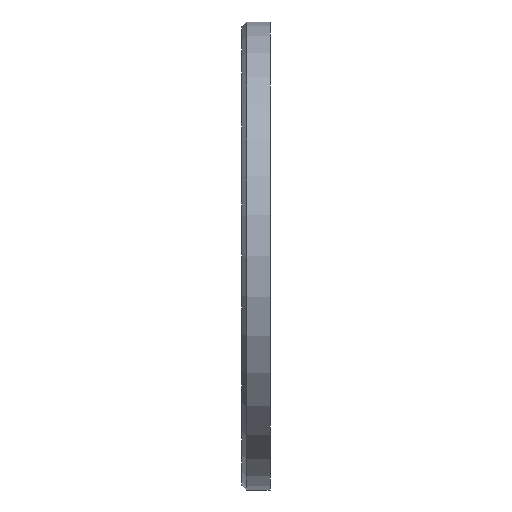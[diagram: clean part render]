
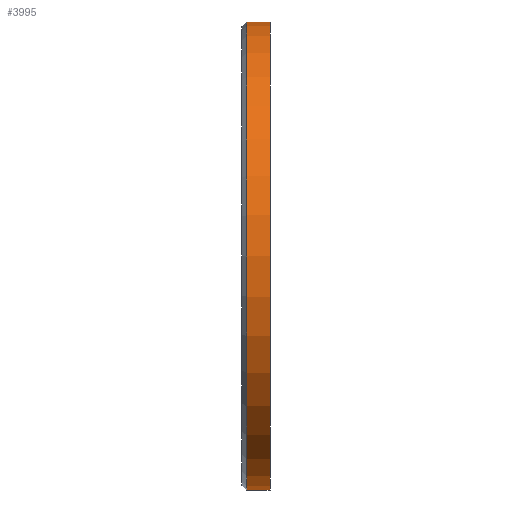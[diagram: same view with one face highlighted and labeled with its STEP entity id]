
A CAD part, left-side view. The second image highlights one B-rep face of the part: STEP entity #3995.
In plain terms, the highlighted cylindrical face has radius 50 mm (diameter 100 mm), a partial arc.
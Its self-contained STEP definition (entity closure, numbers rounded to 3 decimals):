
#257 = CARTESIAN_POINT ( 'NONE',  ( 0., 6., 0. ) ) ;
#310 = VECTOR ( 'NONE', #9747, 1000. ) ;
#559 = VERTEX_POINT ( 'NONE', #2774 ) ;
#1317 = EDGE_CURVE ( 'NONE', #559, #4716, #3528, .T. ) ;
#1547 = CARTESIAN_POINT ( 'NONE',  ( 0., 5., 0. ) ) ;
#1548 = ORIENTED_EDGE ( 'NONE', *, *, #9896, .T. ) ;
#1827 = CARTESIAN_POINT ( 'NONE',  ( 0., 6., 50. ) ) ;
#1996 = EDGE_CURVE ( 'NONE', #14697, #10155, #12727, .T. ) ;
#2447 = DIRECTION ( 'NONE',  ( 0., 1., 0. ) ) ;
#2746 = DIRECTION ( 'NONE',  ( 0., 0., -1. ) ) ;
#2774 = CARTESIAN_POINT ( 'NONE',  ( 0., 5., 50. ) ) ;
#2904 = AXIS2_PLACEMENT_3D ( 'NONE', #16903, #2447, #11496 ) ;
#3081 = ORIENTED_EDGE ( 'NONE', *, *, #11744, .T. ) ;
#3528 = LINE ( 'NONE', #1827, #310 ) ;
#3995 = ADVANCED_FACE ( 'NONE', ( #16932 ), #7929, .T. ) ;
#4716 = VERTEX_POINT ( 'NONE', #12382 ) ;
#6953 = EDGE_LOOP ( 'NONE', ( #15863, #3081, #12824, #1548 ) ) ;
#7321 = CARTESIAN_POINT ( 'NONE',  ( 0., 6., -50. ) ) ;
#7929 = CYLINDRICAL_SURFACE ( 'NONE', #11172, 50. ) ;
#8064 = VECTOR ( 'NONE', #13933, 1000. ) ;
#9478 = DIRECTION ( 'NONE',  ( 0., 0., 1. ) ) ;
#9747 = DIRECTION ( 'NONE',  ( 0., -1., 0. ) ) ;
#9896 = EDGE_CURVE ( 'NONE', #10155, #4716, #15368, .T. ) ;
#10155 = VERTEX_POINT ( 'NONE', #16269 ) ;
#10894 = DIRECTION ( 'NONE',  ( 0., -1., 0. ) ) ;
#11110 = AXIS2_PLACEMENT_3D ( 'NONE', #1547, #10894, #9478 ) ;
#11172 = AXIS2_PLACEMENT_3D ( 'NONE', #257, #13303, #2746 ) ;
#11204 = CARTESIAN_POINT ( 'NONE',  ( 0., 5., -50. ) ) ;
#11496 = DIRECTION ( 'NONE',  ( 0., 0., 1. ) ) ;
#11744 = EDGE_CURVE ( 'NONE', #559, #14697, #16591, .T. ) ;
#12382 = CARTESIAN_POINT ( 'NONE',  ( 0., 0., 50. ) ) ;
#12727 = LINE ( 'NONE', #7321, #8064 ) ;
#12824 = ORIENTED_EDGE ( 'NONE', *, *, #1996, .T. ) ;
#13303 = DIRECTION ( 'NONE',  ( 0., -1., 0. ) ) ;
#13933 = DIRECTION ( 'NONE',  ( 0., -1., 0. ) ) ;
#14697 = VERTEX_POINT ( 'NONE', #11204 ) ;
#15368 = CIRCLE ( 'NONE', #2904, 50. ) ;
#15863 = ORIENTED_EDGE ( 'NONE', *, *, #1317, .F. ) ;
#16269 = CARTESIAN_POINT ( 'NONE',  ( 0., 0., -50. ) ) ;
#16591 = CIRCLE ( 'NONE', #11110, 50. ) ;
#16903 = CARTESIAN_POINT ( 'NONE',  ( 0., 0., 0. ) ) ;
#16932 = FACE_OUTER_BOUND ( 'NONE', #6953, .T. ) ;
